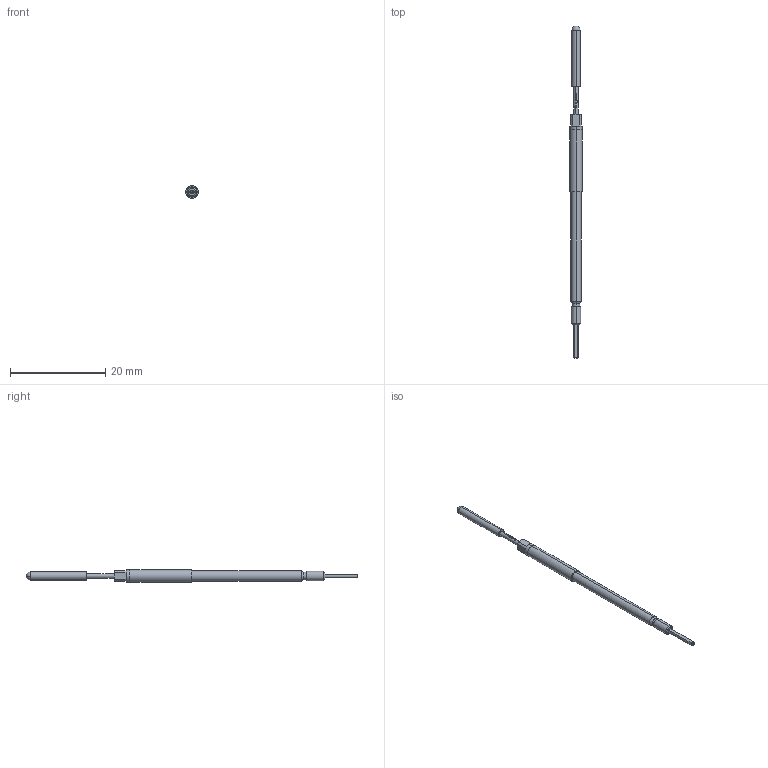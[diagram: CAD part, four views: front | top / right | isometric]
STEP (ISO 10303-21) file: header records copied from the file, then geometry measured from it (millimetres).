
FILE_DESCRIPTION (( 'STEP AP203' ), '1' );
FILE_NAME ('INGUN_VF3-205_170_A_405_xx.STEP', '2022-02-22T14:49:43', ( 'ochi' ), ( '' ), 'SwSTEP 2.0', 'SolidWorks 2018', '' );
FILE_SCHEMA (( 'CONFIG_CONTROL_DESIGN' ));
Length unit declared in the file: millimetre
Products named in the file (1): INGUN_VF3-205_170_A_405_xx
Bounding box: 2.6 x 69.7 x 2.6 mm (x, y, z)
Volume: 219.6 mm3; surface area: 434.3 mm2
Topology: 1 solids, 1 shells, 118 faces, 323 edges, 208 vertices
Faces by surface type: bspline 56, cylinder 26, plane 22, cone 12, sphere 2
Entity records: 4832 total; most frequent: CARTESIAN_POINT 2332, ORIENTED_EDGE 638, EDGE_CURVE 319, DIRECTION 283, B_SPLINE_CURVE_WITH_KNOTS 212, VERTEX_POINT 208, EDGE_LOOP 123, ADVANCED_FACE 118
